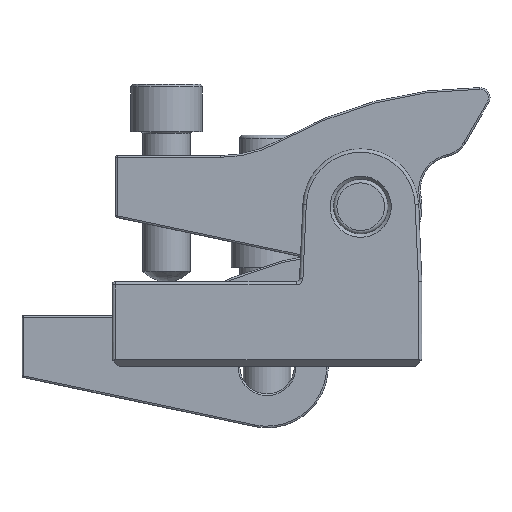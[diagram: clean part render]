
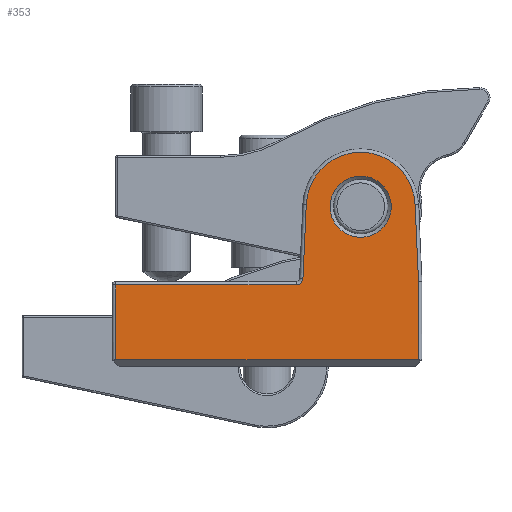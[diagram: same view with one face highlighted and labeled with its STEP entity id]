
A CAD part, left-side view. The second image highlights one B-rep face of the part: STEP entity #353.
In plain terms, the highlighted planar face has unit normal (-1, 0, 0).
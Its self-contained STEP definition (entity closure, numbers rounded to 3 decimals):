
#353 = ADVANCED_FACE( '', ( #632, #633 ), #634, .F. );
#632 = FACE_BOUND( '', #1231, .T. );
#633 = FACE_OUTER_BOUND( '', #1232, .T. );
#634 = PLANE( '', #1233 );
#1231 = EDGE_LOOP( '', ( #2077 ) );
#1232 = EDGE_LOOP( '', ( #2078, #2079, #2080, #2081, #2082, #2083, #2084, #2085 ) );
#1233 = AXIS2_PLACEMENT_3D( '', #2086, #2087, #2088 );
#2077 = ORIENTED_EDGE( '', *, *, #3385, .T. );
#2078 = ORIENTED_EDGE( '', *, *, #3386, .T. );
#2079 = ORIENTED_EDGE( '', *, *, #3387, .T. );
#2080 = ORIENTED_EDGE( '', *, *, #3388, .T. );
#2081 = ORIENTED_EDGE( '', *, *, #3389, .T. );
#2082 = ORIENTED_EDGE( '', *, *, #3390, .T. );
#2083 = ORIENTED_EDGE( '', *, *, #3391, .T. );
#2084 = ORIENTED_EDGE( '', *, *, #3392, .T. );
#2085 = ORIENTED_EDGE( '', *, *, #3355, .T. );
#2086 = CARTESIAN_POINT( '', ( -34., 45.5, 25. ) );
#2087 = DIRECTION( '', ( 1., 0., 0. ) );
#2088 = DIRECTION( '', ( 0., 0., -1. ) );
#3355 = EDGE_CURVE( '', #3767, #3771, #3773, .T. );
#3385 = EDGE_CURVE( '', #3825, #3825, #3826, .T. );
#3386 = EDGE_CURVE( '', #3771, #3827, #3828, .F. );
#3387 = EDGE_CURVE( '', #3827, #3829, #3830, .T. );
#3388 = EDGE_CURVE( '', #3829, #3831, #3832, .T. );
#3389 = EDGE_CURVE( '', #3831, #3833, #3834, .F. );
#3390 = EDGE_CURVE( '', #3833, #3835, #3836, .F. );
#3391 = EDGE_CURVE( '', #3835, #3837, #3838, .F. );
#3392 = EDGE_CURVE( '', #3837, #3767, #3839, .F. );
#3767 = VERTEX_POINT( '', #4422 );
#3771 = VERTEX_POINT( '', #4426 );
#3773 = CIRCLE( '', #4428, 2. );
#3825 = VERTEX_POINT( '', #4493 );
#3826 = CIRCLE( '', #4494, 9. );
#3827 = VERTEX_POINT( '', #4495 );
#3828 = LINE( '', #4496, #4497 );
#3829 = VERTEX_POINT( '', #4498 );
#3830 = LINE( '', #4499, #4500 );
#3831 = VERTEX_POINT( '', #4501 );
#3832 = LINE( '', #4502, #4503 );
#3833 = VERTEX_POINT( '', #4504 );
#3834 = LINE( '', #4505, #4506 );
#3835 = VERTEX_POINT( '', #4507 );
#3836 = LINE( '', #4508, #4509 );
#3837 = VERTEX_POINT( '', #4510 );
#3838 = CIRCLE( '', #4511, 16. );
#3839 = LINE( '', #4512, #4513 );
#4422 = CARTESIAN_POINT( '', ( -34., -10.542, 25.911 ) );
#4426 = CARTESIAN_POINT( '', ( -34., -8.544, 24. ) );
#4428 = AXIS2_PLACEMENT_3D( '', #5259, #5260, #5261 );
#4493 = CARTESIAN_POINT( '', ( -34., -27.5, 38. ) );
#4494 = AXIS2_PLACEMENT_3D( '', #5323, #5324, #5325 );
#4495 = CARTESIAN_POINT( '', ( -34., 44.5, 24. ) );
#4496 = CARTESIAN_POINT( '', ( -34., 45.5, 24. ) );
#4497 = VECTOR( '', #5326, 1000. );
#4498 = CARTESIAN_POINT( '', ( -34., 44.5, 2. ) );
#4499 = CARTESIAN_POINT( '', ( -34., 44.5, 25. ) );
#4500 = VECTOR( '', #5327, 1000. );
#4501 = CARTESIAN_POINT( '', ( -34., -44.5, 2. ) );
#4502 = CARTESIAN_POINT( '', ( -34., 45.5, 2. ) );
#4503 = VECTOR( '', #5328, 1000. );
#4504 = CARTESIAN_POINT( '', ( -34., -44.5, 24.978 ) );
#4505 = CARTESIAN_POINT( '', ( -34., -44.5, 25. ) );
#4506 = VECTOR( '', #5329, 1000. );
#4507 = CARTESIAN_POINT( '', ( -34., -43.484, 47.714 ) );
#4508 = CARTESIAN_POINT( '', ( -34., -44.32, 29.013 ) );
#4509 = VECTOR( '', #5330, 1000. );
#4510 = CARTESIAN_POINT( '', ( -34., -11.516, 47.714 ) );
#4511 = AXIS2_PLACEMENT_3D( '', #5331, #5332, #5333 );
#4512 = CARTESIAN_POINT( '', ( -34., -10.389, 22.503 ) );
#4513 = VECTOR( '', #5334, 1000. );
#5259 = CARTESIAN_POINT( '', ( -34., -8.544, 26. ) );
#5260 = DIRECTION( '', ( 1., 0., 0. ) );
#5261 = DIRECTION( '', ( 0., 0., -1. ) );
#5323 = CARTESIAN_POINT( '', ( -34., -27.5, 47. ) );
#5324 = DIRECTION( '', ( 1., 0., 0. ) );
#5325 = DIRECTION( '', ( 0., 0., -1. ) );
#5326 = DIRECTION( '', ( 0., -1., 0. ) );
#5327 = DIRECTION( '', ( 0., 0., -1. ) );
#5328 = DIRECTION( '', ( 0., -1., 0. ) );
#5329 = DIRECTION( '', ( 0., 0., -1. ) );
#5330 = DIRECTION( '', ( 0., -0.045, -0.999 ) );
#5331 = CARTESIAN_POINT( '', ( -34., -27.5, 47. ) );
#5332 = DIRECTION( '', ( 1., 0., 0. ) );
#5333 = DIRECTION( '', ( 0., 0., -1. ) );
#5334 = DIRECTION( '', ( 0., -0.045, 0.999 ) );
